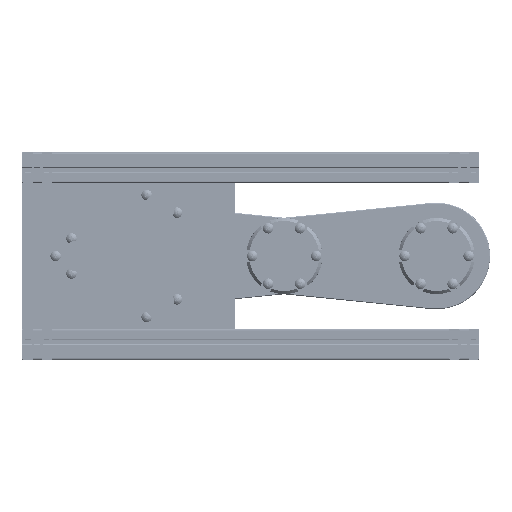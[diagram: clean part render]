
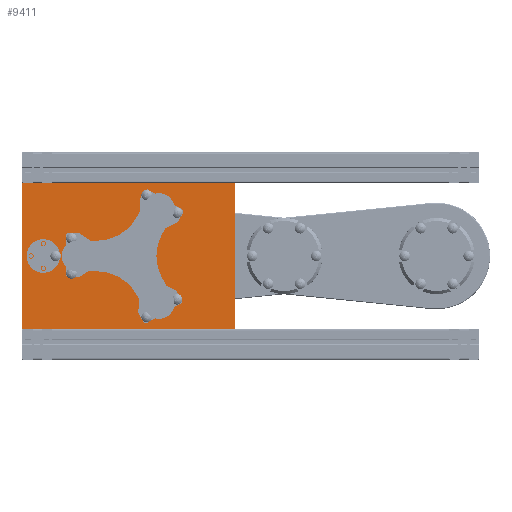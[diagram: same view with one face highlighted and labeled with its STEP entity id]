
A CAD part, front view. The second image highlights one B-rep face of the part: STEP entity #9411.
In plain terms, the highlighted planar face has unit normal (0, -1, 0).
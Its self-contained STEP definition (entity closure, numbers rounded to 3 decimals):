
#3286=PLANE('',#71937);
#9411=ADVANCED_FACE('',(#21269,#21270,#21271,#21272,#21273,#21274,#21275,
#21276,#21277,#21278,#21279,#21280,#21281,#21282,#21283,#21284,#21285,#21286,
#21287),#3286,.T.);
#15376=LINE('',#112838,#19313);
#15377=LINE('',#112841,#19314);
#15378=LINE('',#112843,#19315);
#15379=LINE('',#112845,#19316);
#15380=LINE('',#112847,#19317);
#15381=LINE('',#112849,#19318);
#19313=VECTOR('',#91773,1.);
#19314=VECTOR('',#91774,1.);
#19315=VECTOR('',#91775,1.);
#19316=VECTOR('',#91776,1.);
#19317=VECTOR('',#91777,1.);
#19318=VECTOR('',#91778,1.);
#21269=FACE_BOUND('',#25530,.T.);
#21270=FACE_BOUND('',#25531,.T.);
#21271=FACE_BOUND('',#25532,.T.);
#21272=FACE_BOUND('',#25533,.T.);
#21273=FACE_BOUND('',#25534,.T.);
#21274=FACE_BOUND('',#25535,.T.);
#21275=FACE_BOUND('',#25536,.T.);
#21276=FACE_BOUND('',#25537,.T.);
#21277=FACE_BOUND('',#25538,.T.);
#21278=FACE_BOUND('',#25539,.T.);
#21279=FACE_BOUND('',#25540,.T.);
#21280=FACE_BOUND('',#25541,.T.);
#21281=FACE_BOUND('',#25542,.T.);
#21282=FACE_BOUND('',#25543,.T.);
#21283=FACE_BOUND('',#25544,.T.);
#21284=FACE_BOUND('',#25545,.T.);
#21285=FACE_BOUND('',#25546,.T.);
#21286=FACE_BOUND('',#25547,.T.);
#21287=FACE_BOUND('',#25548,.T.);
#25530=EDGE_LOOP('',(#42600));
#25531=EDGE_LOOP('',(#42601));
#25532=EDGE_LOOP('',(#42602));
#25533=EDGE_LOOP('',(#42603));
#25534=EDGE_LOOP('',(#42604));
#25535=EDGE_LOOP('',(#42605));
#25536=EDGE_LOOP('',(#42606));
#25537=EDGE_LOOP('',(#42607));
#25538=EDGE_LOOP('',(#42608));
#25539=EDGE_LOOP('',(#42609));
#25540=EDGE_LOOP('',(#42610));
#25541=EDGE_LOOP('',(#42611));
#25542=EDGE_LOOP('',(#42612));
#25543=EDGE_LOOP('',(#42613));
#25544=EDGE_LOOP('',(#42614));
#25545=EDGE_LOOP('',(#42615));
#25546=EDGE_LOOP('',(#42616));
#25547=EDGE_LOOP('',(#42617,#42618,#42619,#42620,#42621,#42622));
#25548=EDGE_LOOP('',(#42623));
#42600=ORIENTED_EDGE('',*,*,#58444,.T.);
#42601=ORIENTED_EDGE('',*,*,#58445,.T.);
#42602=ORIENTED_EDGE('',*,*,#58446,.T.);
#42603=ORIENTED_EDGE('',*,*,#58447,.T.);
#42604=ORIENTED_EDGE('',*,*,#58448,.T.);
#42605=ORIENTED_EDGE('',*,*,#58449,.T.);
#42606=ORIENTED_EDGE('',*,*,#58450,.T.);
#42607=ORIENTED_EDGE('',*,*,#58451,.T.);
#42608=ORIENTED_EDGE('',*,*,#58452,.T.);
#42609=ORIENTED_EDGE('',*,*,#58453,.T.);
#42610=ORIENTED_EDGE('',*,*,#58454,.T.);
#42611=ORIENTED_EDGE('',*,*,#58455,.T.);
#42612=ORIENTED_EDGE('',*,*,#58456,.T.);
#42613=ORIENTED_EDGE('',*,*,#58457,.T.);
#42614=ORIENTED_EDGE('',*,*,#58458,.T.);
#42615=ORIENTED_EDGE('',*,*,#58459,.T.);
#42616=ORIENTED_EDGE('',*,*,#58460,.T.);
#42617=ORIENTED_EDGE('',*,*,#58461,.T.);
#42618=ORIENTED_EDGE('',*,*,#58462,.T.);
#42619=ORIENTED_EDGE('',*,*,#58463,.T.);
#42620=ORIENTED_EDGE('',*,*,#58464,.T.);
#42621=ORIENTED_EDGE('',*,*,#58465,.T.);
#42622=ORIENTED_EDGE('',*,*,#58466,.T.);
#42623=ORIENTED_EDGE('',*,*,#58467,.F.);
#49621=VERTEX_POINT('',#112805);
#49622=VERTEX_POINT('',#112807);
#49623=VERTEX_POINT('',#112809);
#49624=VERTEX_POINT('',#112811);
#49625=VERTEX_POINT('',#112813);
#49626=VERTEX_POINT('',#112815);
#49627=VERTEX_POINT('',#112817);
#49628=VERTEX_POINT('',#112819);
#49629=VERTEX_POINT('',#112821);
#49630=VERTEX_POINT('',#112823);
#49631=VERTEX_POINT('',#112825);
#49632=VERTEX_POINT('',#112827);
#49633=VERTEX_POINT('',#112829);
#49634=VERTEX_POINT('',#112831);
#49635=VERTEX_POINT('',#112833);
#49636=VERTEX_POINT('',#112835);
#49637=VERTEX_POINT('',#112837);
#49638=VERTEX_POINT('',#112839);
#49639=VERTEX_POINT('',#112840);
#49640=VERTEX_POINT('',#112842);
#49641=VERTEX_POINT('',#112844);
#49642=VERTEX_POINT('',#112846);
#49643=VERTEX_POINT('',#112848);
#49644=VERTEX_POINT('',#112851);
#58444=EDGE_CURVE('',#49621,#49621,#63751,.T.);
#58445=EDGE_CURVE('',#49622,#49622,#63752,.T.);
#58446=EDGE_CURVE('',#49623,#49623,#63753,.T.);
#58447=EDGE_CURVE('',#49624,#49624,#63754,.T.);
#58448=EDGE_CURVE('',#49625,#49625,#63755,.T.);
#58449=EDGE_CURVE('',#49626,#49626,#63756,.T.);
#58450=EDGE_CURVE('',#49627,#49627,#63757,.T.);
#58451=EDGE_CURVE('',#49628,#49628,#63758,.T.);
#58452=EDGE_CURVE('',#49629,#49629,#63759,.T.);
#58453=EDGE_CURVE('',#49630,#49630,#63760,.T.);
#58454=EDGE_CURVE('',#49631,#49631,#63761,.T.);
#58455=EDGE_CURVE('',#49632,#49632,#63762,.T.);
#58456=EDGE_CURVE('',#49633,#49633,#63763,.T.);
#58457=EDGE_CURVE('',#49634,#49634,#63764,.T.);
#58458=EDGE_CURVE('',#49635,#49635,#63765,.T.);
#58459=EDGE_CURVE('',#49636,#49636,#63766,.T.);
#58460=EDGE_CURVE('',#49637,#49637,#63767,.T.);
#58461=EDGE_CURVE('',#49638,#49639,#15376,.T.);
#58462=EDGE_CURVE('',#49639,#49640,#15377,.T.);
#58463=EDGE_CURVE('',#49640,#49641,#15378,.T.);
#58464=EDGE_CURVE('',#49641,#49642,#15379,.T.);
#58465=EDGE_CURVE('',#49642,#49643,#15380,.T.);
#58466=EDGE_CURVE('',#49643,#49638,#15381,.T.);
#58467=EDGE_CURVE('',#49644,#49644,#63768,.T.);
#63751=CIRCLE('',#71919,15.);
#63752=CIRCLE('',#71920,1.2);
#63753=CIRCLE('',#71921,1.2);
#63754=CIRCLE('',#71922,1.2);
#63755=CIRCLE('',#71923,1.2);
#63756=CIRCLE('',#71924,8.15);
#63757=CIRCLE('',#71925,1.2);
#63758=CIRCLE('',#71926,1.2);
#63759=CIRCLE('',#71927,1.2);
#63760=CIRCLE('',#71928,8.15);
#63761=CIRCLE('',#71929,1.2);
#63762=CIRCLE('',#71930,1.2);
#63763=CIRCLE('',#71931,1.2);
#63764=CIRCLE('',#71932,8.15);
#63765=CIRCLE('',#71933,1.2);
#63766=CIRCLE('',#71934,1.2);
#63767=CIRCLE('',#71935,1.2);
#63768=CIRCLE('',#71936,5.5);
#71919=AXIS2_PLACEMENT_3D('',#112804,#91739,#91740);
#71920=AXIS2_PLACEMENT_3D('',#112806,#91741,#91742);
#71921=AXIS2_PLACEMENT_3D('',#112808,#91743,#91744);
#71922=AXIS2_PLACEMENT_3D('',#112810,#91745,#91746);
#71923=AXIS2_PLACEMENT_3D('',#112812,#91747,#91748);
#71924=AXIS2_PLACEMENT_3D('',#112814,#91749,#91750);
#71925=AXIS2_PLACEMENT_3D('',#112816,#91751,#91752);
#71926=AXIS2_PLACEMENT_3D('',#112818,#91753,#91754);
#71927=AXIS2_PLACEMENT_3D('',#112820,#91755,#91756);
#71928=AXIS2_PLACEMENT_3D('',#112822,#91757,#91758);
#71929=AXIS2_PLACEMENT_3D('',#112824,#91759,#91760);
#71930=AXIS2_PLACEMENT_3D('',#112826,#91761,#91762);
#71931=AXIS2_PLACEMENT_3D('',#112828,#91763,#91764);
#71932=AXIS2_PLACEMENT_3D('',#112830,#91765,#91766);
#71933=AXIS2_PLACEMENT_3D('',#112832,#91767,#91768);
#71934=AXIS2_PLACEMENT_3D('',#112834,#91769,#91770);
#71935=AXIS2_PLACEMENT_3D('',#112836,#91771,#91772);
#71936=AXIS2_PLACEMENT_3D('',#112850,#91779,#91780);
#71937=AXIS2_PLACEMENT_3D('',#112852,#91781,#91782);
#91739=DIRECTION('',(0.,1.,0.));
#91740=DIRECTION('',(0.,0.,-1.));
#91741=DIRECTION('',(0.,1.,0.));
#91742=DIRECTION('',(0.,0.,-1.));
#91743=DIRECTION('',(0.,1.,0.));
#91744=DIRECTION('',(0.,0.,-1.));
#91745=DIRECTION('',(0.,1.,0.));
#91746=DIRECTION('',(0.,0.,-1.));
#91747=DIRECTION('',(0.,1.,0.));
#91748=DIRECTION('',(0.,0.,-1.));
#91749=DIRECTION('',(0.,1.,0.));
#91750=DIRECTION('',(0.,0.,-1.));
#91751=DIRECTION('',(0.,1.,0.));
#91752=DIRECTION('',(0.,0.,1.));
#91753=DIRECTION('',(0.,1.,0.));
#91754=DIRECTION('',(0.,0.,1.));
#91755=DIRECTION('',(0.,1.,0.));
#91756=DIRECTION('',(0.,0.,1.));
#91757=DIRECTION('',(0.,1.,0.));
#91758=DIRECTION('',(0.,0.,-1.));
#91759=DIRECTION('',(0.,1.,0.));
#91760=DIRECTION('',(0.,0.,1.));
#91761=DIRECTION('',(0.,1.,0.));
#91762=DIRECTION('',(0.,0.,1.));
#91763=DIRECTION('',(0.,1.,0.));
#91764=DIRECTION('',(0.,0.,1.));
#91765=DIRECTION('',(0.,1.,0.));
#91766=DIRECTION('',(0.,0.,-1.));
#91767=DIRECTION('',(0.,1.,0.));
#91768=DIRECTION('',(0.,0.,1.));
#91769=DIRECTION('',(0.,1.,0.));
#91770=DIRECTION('',(0.,0.,1.));
#91771=DIRECTION('',(0.,1.,0.));
#91772=DIRECTION('',(0.,0.,1.));
#91773=DIRECTION('',(1.,0.,0.));
#91774=DIRECTION('',(0.707,0.,0.707));
#91775=DIRECTION('',(0.,0.,1.));
#91776=DIRECTION('',(-0.707,0.,0.707));
#91777=DIRECTION('',(-1.,0.,0.));
#91778=DIRECTION('',(0.,0.,-1.));
#91779=DIRECTION('',(0.,-1.,0.));
#91780=DIRECTION('',(0.,0.,-1.));
#91781=DIRECTION('',(0.,-1.,0.));
#91782=DIRECTION('',(0.,0.,-1.));
#112804=CARTESIAN_POINT('',(0.,0.,0.));
#112805=CARTESIAN_POINT('',(0.,0.,-15.));
#112806=CARTESIAN_POINT('',(-50.,0.,0.));
#112807=CARTESIAN_POINT('',(-50.,0.,-1.2));
#112808=CARTESIAN_POINT('',(-66.,0.,0.));
#112809=CARTESIAN_POINT('',(-66.,0.,-1.2));
#112810=CARTESIAN_POINT('',(-58.,0.,-8.));
#112811=CARTESIAN_POINT('',(-58.,0.,-9.2));
#112812=CARTESIAN_POINT('',(-58.,0.,8.));
#112813=CARTESIAN_POINT('',(-58.,0.,6.8));
#112814=CARTESIAN_POINT('',(16.,0.,-27.713));
#112815=CARTESIAN_POINT('',(16.,0.,-35.863));
#112816=CARTESIAN_POINT('',(10.25,0.,-17.754));
#112817=CARTESIAN_POINT('',(10.25,0.,-16.554));
#112818=CARTESIAN_POINT('',(9.791,0.,-39.958));
#112819=CARTESIAN_POINT('',(9.791,0.,-38.758));
#112820=CARTESIAN_POINT('',(29.709,0.,-28.458));
#112821=CARTESIAN_POINT('',(29.709,0.,-27.258));
#112822=CARTESIAN_POINT('',(16.,0.,27.713));
#112823=CARTESIAN_POINT('',(16.,0.,19.563));
#112824=CARTESIAN_POINT('',(10.25,0.,17.754));
#112825=CARTESIAN_POINT('',(10.25,0.,18.954));
#112826=CARTESIAN_POINT('',(29.709,0.,28.458));
#112827=CARTESIAN_POINT('',(29.709,0.,29.658));
#112828=CARTESIAN_POINT('',(9.791,0.,39.958));
#112829=CARTESIAN_POINT('',(9.791,0.,41.158));
#112830=CARTESIAN_POINT('',(-32.,0.,0.));
#112831=CARTESIAN_POINT('',(-32.,0.,-8.15));
#112832=CARTESIAN_POINT('',(-20.5,0.,0.));
#112833=CARTESIAN_POINT('',(-20.5,0.,1.2));
#112834=CARTESIAN_POINT('',(-39.5,0.,11.5));
#112835=CARTESIAN_POINT('',(-39.5,0.,12.7));
#112836=CARTESIAN_POINT('',(-39.5,0.,-11.5));
#112837=CARTESIAN_POINT('',(-39.5,0.,-10.3));
#112838=CARTESIAN_POINT('',(-72.,0.,-68.));
#112839=CARTESIAN_POINT('',(-72.,0.,-68.));
#112840=CARTESIAN_POINT('',(58.,0.,-68.));
#112841=CARTESIAN_POINT('',(63.,0.,-63.));
#112842=CARTESIAN_POINT('',(68.,0.,-58.));
#112843=CARTESIAN_POINT('',(68.,0.,-68.));
#112844=CARTESIAN_POINT('',(68.,0.,58.));
#112845=CARTESIAN_POINT('',(63.,0.,63.));
#112846=CARTESIAN_POINT('',(58.,0.,68.));
#112847=CARTESIAN_POINT('',(68.,0.,68.));
#112848=CARTESIAN_POINT('',(-72.,0.,68.));
#112849=CARTESIAN_POINT('',(-72.,0.,68.));
#112850=CARTESIAN_POINT('',(-58.,0.,0.));
#112851=CARTESIAN_POINT('',(-58.,0.,-5.5));
#112852=CARTESIAN_POINT('',(0.,0.,0.));
